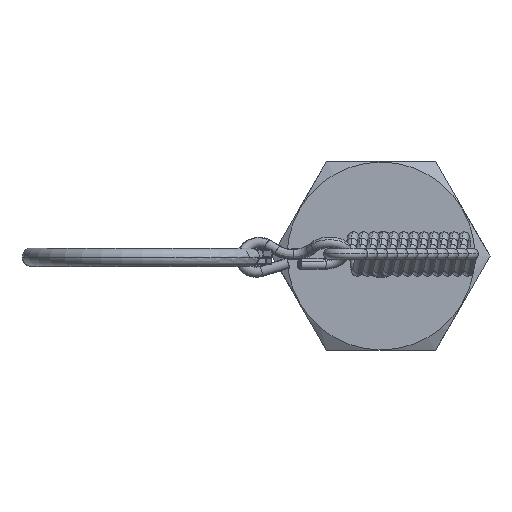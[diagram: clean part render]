
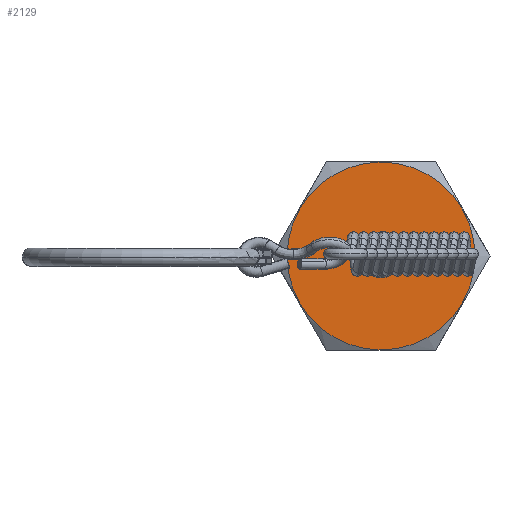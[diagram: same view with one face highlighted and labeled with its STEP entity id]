
A CAD part, left-side view. The second image highlights one B-rep face of the part: STEP entity #2129.
In plain terms, the highlighted planar face has unit normal (-1, 0, 0).
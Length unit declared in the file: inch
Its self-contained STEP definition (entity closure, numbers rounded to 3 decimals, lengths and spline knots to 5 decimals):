
#369 = CARTESIAN_POINT ( 'NONE',  ( -0.87, 0., -0.56 ) ) ;
#778 = AXIS2_PLACEMENT_3D ( 'NONE', #6587, #12626, #13717 ) ;
#906 = EDGE_LOOP ( 'NONE', ( #3973, #3268 ) ) ;
#1011 = DIRECTION ( 'NONE',  ( 1., 0., 0. ) ) ;
#1061 = AXIS2_PLACEMENT_3D ( 'NONE', #10185, #1011, #11342 ) ;
#1471 = FACE_BOUND ( 'NONE', #906, .T. ) ;
#1702 = CARTESIAN_POINT ( 'NONE',  ( -0.87, 0., 0. ) ) ;
#1804 = EDGE_CURVE ( 'NONE', #7152, #11081, #13090, .T. ) ;
#2129 = ADVANCED_FACE ( 'NONE', ( #1471, #4168 ), #4216, .F. ) ;
#2135 = AXIS2_PLACEMENT_3D ( 'NONE', #4435, #6782, #5542 ) ;
#2195 = DIRECTION ( 'NONE',  ( -1., 0., 0. ) ) ;
#3268 = ORIENTED_EDGE ( 'NONE', *, *, #14131, .F. ) ;
#3658 = CIRCLE ( 'NONE', #7449, 0.56 ) ;
#3973 = ORIENTED_EDGE ( 'NONE', *, *, #1804, .F. ) ;
#4168 = FACE_OUTER_BOUND ( 'NONE', #11346, .T. ) ;
#4216 = PLANE ( 'NONE',  #1061 ) ;
#4435 = CARTESIAN_POINT ( 'NONE',  ( -0.87, 0., 0. ) ) ;
#4544 = CARTESIAN_POINT ( 'NONE',  ( -0.87, 0., 0. ) ) ;
#4843 = CARTESIAN_POINT ( 'NONE',  ( -0.87, 0., 0.06425 ) ) ;
#5077 = CARTESIAN_POINT ( 'NONE',  ( -0.87, 0., -0.06425 ) ) ;
#5459 = CARTESIAN_POINT ( 'NONE',  ( -0.87, 0., 0.56 ) ) ;
#5542 = DIRECTION ( 'NONE',  ( 0., 0., 1. ) ) ;
#6246 = DIRECTION ( 'NONE',  ( -1., 0., 0. ) ) ;
#6587 = CARTESIAN_POINT ( 'NONE',  ( -0.87, 0., 0. ) ) ;
#6782 = DIRECTION ( 'NONE',  ( -1., 0., 0. ) ) ;
#7152 = VERTEX_POINT ( 'NONE', #4843 ) ;
#7449 = AXIS2_PLACEMENT_3D ( 'NONE', #1702, #6246, #9691 ) ;
#7747 = CIRCLE ( 'NONE', #8048, 0.06425 ) ;
#8048 = AXIS2_PLACEMENT_3D ( 'NONE', #4544, #2195, #9088 ) ;
#8211 = EDGE_CURVE ( 'NONE', #13931, #14671, #9692, .T. ) ;
#8216 = ORIENTED_EDGE ( 'NONE', *, *, #8211, .T. ) ;
#9088 = DIRECTION ( 'NONE',  ( 0., 0., 1. ) ) ;
#9691 = DIRECTION ( 'NONE',  ( 0., 0., 1. ) ) ;
#9692 = CIRCLE ( 'NONE', #2135, 0.56 ) ;
#10185 = CARTESIAN_POINT ( 'NONE',  ( -0.87, 0.32476, 0.5625 ) ) ;
#11081 = VERTEX_POINT ( 'NONE', #5077 ) ;
#11342 = DIRECTION ( 'NONE',  ( 0., 0., -1. ) ) ;
#11346 = EDGE_LOOP ( 'NONE', ( #14624, #8216 ) ) ;
#12248 = EDGE_CURVE ( 'NONE', #14671, #13931, #3658, .T. ) ;
#12626 = DIRECTION ( 'NONE',  ( -1., 0., 0. ) ) ;
#13090 = CIRCLE ( 'NONE', #778, 0.06425 ) ;
#13717 = DIRECTION ( 'NONE',  ( 0., 0., 1. ) ) ;
#13931 = VERTEX_POINT ( 'NONE', #5459 ) ;
#14131 = EDGE_CURVE ( 'NONE', #11081, #7152, #7747, .T. ) ;
#14624 = ORIENTED_EDGE ( 'NONE', *, *, #12248, .T. ) ;
#14671 = VERTEX_POINT ( 'NONE', #369 ) ;
